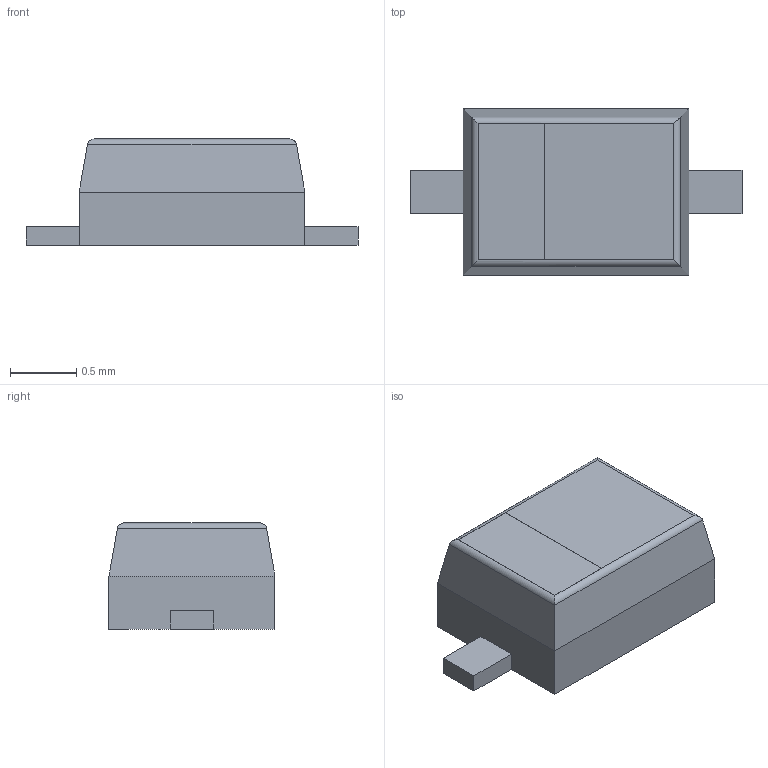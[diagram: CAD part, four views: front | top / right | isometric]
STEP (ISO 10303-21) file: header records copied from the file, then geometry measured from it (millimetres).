
FILE_DESCRIPTION (( 'STEP AP214' ), '1' );
FILE_NAME ( 'SODFL250X125X80L40X32N.STEP', '2022-06-26T21:53:49', ( '' ), ( '' ), '', '©2017 PCB Libraries, Inc.', '' );
FILE_SCHEMA (( 'AUTOMOTIVE_DESIGN' ));
Length unit declared in the file: millimetre
Products named in the file (1): SODFL250X125X80L40X32N
Bounding box: 2.5 x 1.25 x 0.8 mm (x, y, z)
Volume: 1.7 mm3; surface area: 9.3 mm2
Topology: 3 solids, 3 shells, 31 faces, 63 edges, 38 vertices
Faces by surface type: plane 27, cylinder 4
Entity records: 935 total; most frequent: CARTESIAN_POINT 145, ORIENTED_EDGE 126, DIRECTION 123, EDGE_CURVE 63, VECTOR 59, LINE 59, VERTEX_POINT 38, STYLED_ITEM 35
